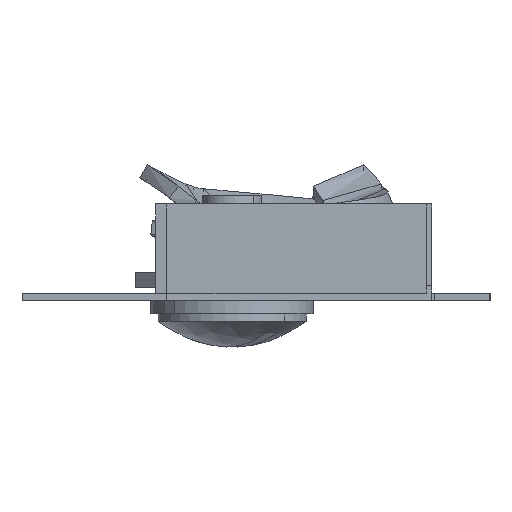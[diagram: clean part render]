
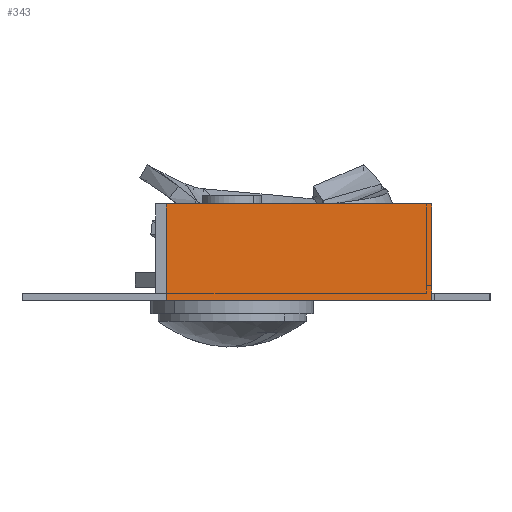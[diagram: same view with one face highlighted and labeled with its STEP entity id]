
A CAD part, left-side view. The second image highlights one B-rep face of the part: STEP entity #343.
In plain terms, the highlighted planar face has unit normal (-0.707, -0.707, 0).
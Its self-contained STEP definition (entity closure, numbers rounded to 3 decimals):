
#1 = CARTESIAN_POINT ( 'NONE',  ( -241.141, 43.562, 12. ) ) ;
#343 = ADVANCED_FACE ( 'NONE', ( #3581 ), #1461, .F. ) ;
#752 = DIRECTION ( 'NONE',  ( 0.707, -0.707, 0. ) ) ;
#877 = LINE ( 'NONE', #2352, #5771 ) ;
#1253 = CARTESIAN_POINT ( 'NONE',  ( -219.36, 21.781, -1. ) ) ;
#1461 = PLANE ( 'NONE',  #4360 ) ;
#1475 = LINE ( 'NONE', #3096, #4964 ) ;
#1525 = EDGE_CURVE ( 'NONE', #3371, #5151, #1938, .T. ) ;
#1763 = ORIENTED_EDGE ( 'NONE', *, *, #3346, .F. ) ;
#1780 = CARTESIAN_POINT ( 'NONE',  ( -205.432, 7.854, 1. ) ) ;
#1938 = LINE ( 'NONE', #1253, #5570 ) ;
#2093 = VERTEX_POINT ( 'NONE', #4567 ) ;
#2113 = ORIENTED_EDGE ( 'NONE', *, *, #3509, .F. ) ;
#2187 = ORIENTED_EDGE ( 'NONE', *, *, #1525, .T. ) ;
#2352 = CARTESIAN_POINT ( 'NONE',  ( -205.432, 7.854, 12. ) ) ;
#2375 = VECTOR ( 'NONE', #6156, 1000. ) ;
#2428 = DIRECTION ( 'NONE',  ( 0.707, -0.707, 0. ) ) ;
#2514 = LINE ( 'NONE', #4289, #2375 ) ;
#2660 = LINE ( 'NONE', #2747, #5395 ) ;
#2747 = CARTESIAN_POINT ( 'NONE',  ( -241.141, 43.562, -1. ) ) ;
#2822 = DIRECTION ( 'NONE',  ( 0., 0., -1. ) ) ;
#3008 = EDGE_LOOP ( 'NONE', ( #3516, #2187, #2113, #4573, #1763 ) ) ;
#3096 = CARTESIAN_POINT ( 'NONE',  ( -205.432, 7.854, 12. ) ) ;
#3191 = DIRECTION ( 'NONE',  ( 0.707, -0.707, 0. ) ) ;
#3346 = EDGE_CURVE ( 'NONE', #5157, #2093, #1475, .T. ) ;
#3371 = VERTEX_POINT ( 'NONE', #4950 ) ;
#3509 = EDGE_CURVE ( 'NONE', #5432, #5151, #877, .T. ) ;
#3516 = ORIENTED_EDGE ( 'NONE', *, *, #4951, .T. ) ;
#3581 = FACE_OUTER_BOUND ( 'NONE', #3008, .T. ) ;
#3778 = CARTESIAN_POINT ( 'NONE',  ( -205.432, 7.854, -1. ) ) ;
#3994 = CARTESIAN_POINT ( 'NONE',  ( -205.432, 7.854, 12. ) ) ;
#4289 = CARTESIAN_POINT ( 'NONE',  ( -205.432, 7.854, 0. ) ) ;
#4360 = AXIS2_PLACEMENT_3D ( 'NONE', #3994, #5872, #2428 ) ;
#4567 = CARTESIAN_POINT ( 'NONE',  ( -205.432, 7.854, 12. ) ) ;
#4573 = ORIENTED_EDGE ( 'NONE', *, *, #4980, .F. ) ;
#4950 = CARTESIAN_POINT ( 'NONE',  ( -241.141, 43.562, -1. ) ) ;
#4951 = EDGE_CURVE ( 'NONE', #5157, #3371, #2660, .T. ) ;
#4964 = VECTOR ( 'NONE', #752, 1000. ) ;
#4980 = EDGE_CURVE ( 'NONE', #2093, #5432, #2514, .T. ) ;
#5151 = VERTEX_POINT ( 'NONE', #3778 ) ;
#5157 = VERTEX_POINT ( 'NONE', #1 ) ;
#5395 = VECTOR ( 'NONE', #5617, 1000. ) ;
#5432 = VERTEX_POINT ( 'NONE', #1780 ) ;
#5570 = VECTOR ( 'NONE', #3191, 1000. ) ;
#5617 = DIRECTION ( 'NONE',  ( 0., 0., -1. ) ) ;
#5771 = VECTOR ( 'NONE', #2822, 1000. ) ;
#5872 = DIRECTION ( 'NONE',  ( 0.707, 0.707, 0. ) ) ;
#6156 = DIRECTION ( 'NONE',  ( 0., 0., -1. ) ) ;
